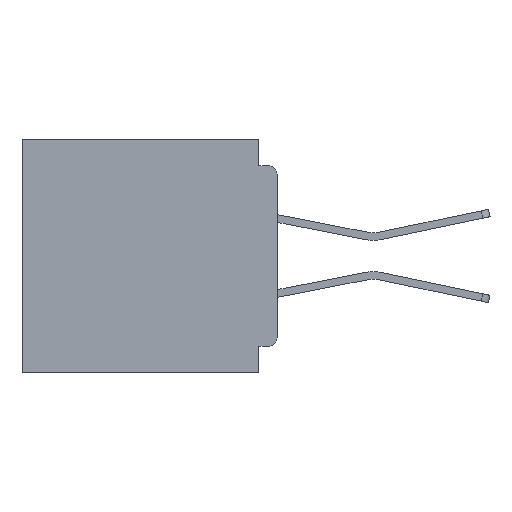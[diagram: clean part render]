
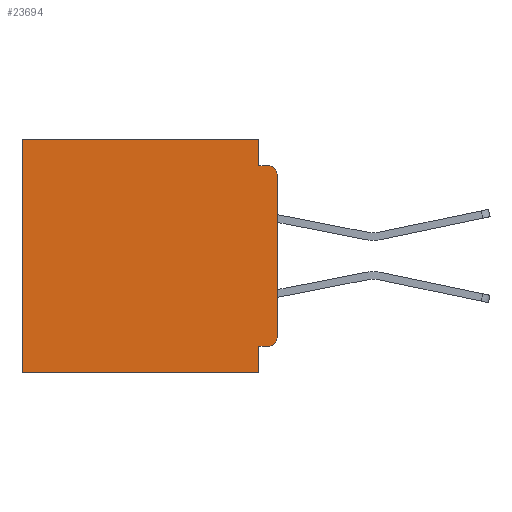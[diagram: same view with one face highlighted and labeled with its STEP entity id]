
A CAD part, left-side view. The second image highlights one B-rep face of the part: STEP entity #23694.
In plain terms, the highlighted planar face has unit normal (-1, 0, 0).
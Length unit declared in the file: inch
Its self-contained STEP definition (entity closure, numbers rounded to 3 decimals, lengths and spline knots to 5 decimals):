
#242 = ORIENTED_EDGE ( 'NONE', *, *, #12162, .T. ) ;
#589 = CARTESIAN_POINT ( 'NONE',  ( 0.3, 0.437, -0.4 ) ) ;
#650 = VERTEX_POINT ( 'NONE', #36210 ) ;
#2201 = LINE ( 'NONE', #48588, #43915 ) ;
#2265 = EDGE_CURVE ( 'NONE', #52477, #650, #4988, .T. ) ;
#2435 = LINE ( 'NONE', #13713, #22066 ) ;
#2937 = CARTESIAN_POINT ( 'NONE',  ( 0.3, 0.031, 0. ) ) ;
#3989 = DIRECTION ( 'NONE',  ( 0., 0., -1. ) ) ;
#4871 = DIRECTION ( 'NONE',  ( 0., 0., -1. ) ) ;
#4988 = LINE ( 'NONE', #48283, #46649 ) ;
#6049 = EDGE_CURVE ( 'NONE', #7208, #32698, #35268, .T. ) ;
#6095 = CARTESIAN_POINT ( 'NONE',  ( 0.3, 0., -0.045 ) ) ;
#6138 = VECTOR ( 'NONE', #4871, 39.37008 ) ;
#6394 = AXIS2_PLACEMENT_3D ( 'NONE', #11910, #49246, #24403 ) ;
#6816 = CARTESIAN_POINT ( 'NONE',  ( 0.3, 0.015, -0.06 ) ) ;
#7208 = VERTEX_POINT ( 'NONE', #2937 ) ;
#9916 = ORIENTED_EDGE ( 'NONE', *, *, #27790, .F. ) ;
#10068 = VERTEX_POINT ( 'NONE', #19545 ) ;
#10073 = CARTESIAN_POINT ( 'NONE',  ( 0.3, 0.031, 0. ) ) ;
#10434 = LINE ( 'NONE', #6095, #31253 ) ;
#11065 = DIRECTION ( 'NONE',  ( 0., 0., -1. ) ) ;
#11910 = CARTESIAN_POINT ( 'NONE',  ( 0.3, 0., -0.4 ) ) ;
#12162 = EDGE_CURVE ( 'NONE', #48544, #650, #13552, .T. ) ;
#12563 = DIRECTION ( 'NONE',  ( 0., 0., -1. ) ) ;
#12900 = VECTOR ( 'NONE', #20467, 39.37008 ) ;
#12972 = ORIENTED_EDGE ( 'NONE', *, *, #39680, .T. ) ;
#13369 = VECTOR ( 'NONE', #12563, 39.37008 ) ;
#13552 = CIRCLE ( 'NONE', #32381, 0.015 ) ;
#13713 = CARTESIAN_POINT ( 'NONE',  ( 0.3, 0., 0. ) ) ;
#14178 = LINE ( 'NONE', #32846, #12900 ) ;
#14655 = LINE ( 'NONE', #24874, #13369 ) ;
#14688 = VERTEX_POINT ( 'NONE', #26880 ) ;
#16714 = CARTESIAN_POINT ( 'NONE',  ( 0.3, 0.015, -0.355 ) ) ;
#16903 = ORIENTED_EDGE ( 'NONE', *, *, #32344, .F. ) ;
#18419 = DIRECTION ( 'NONE',  ( 0., 0., -1. ) ) ;
#19545 = CARTESIAN_POINT ( 'NONE',  ( 0.3, 0.437, 0. ) ) ;
#20218 = PLANE ( 'NONE',  #6394 ) ;
#20467 = DIRECTION ( 'NONE',  ( 0., 1., 0. ) ) ;
#21432 = ORIENTED_EDGE ( 'NONE', *, *, #6049, .F. ) ;
#22066 = VECTOR ( 'NONE', #46896, 39.37008 ) ;
#22595 = EDGE_CURVE ( 'NONE', #24647, #14688, #14655, .T. ) ;
#22883 = CARTESIAN_POINT ( 'NONE',  ( 0.3, 0.031, -0.045 ) ) ;
#23694 = ADVANCED_FACE ( 'NONE', ( #27495 ), #20218, .F. ) ;
#23859 = VERTEX_POINT ( 'NONE', #38731 ) ;
#24197 = VECTOR ( 'NONE', #18419, 39.37008 ) ;
#24403 = DIRECTION ( 'NONE',  ( 0., 0., -1. ) ) ;
#24647 = VERTEX_POINT ( 'NONE', #31219 ) ;
#24874 = CARTESIAN_POINT ( 'NONE',  ( 0.3, 0.031, -0.4 ) ) ;
#25522 = ORIENTED_EDGE ( 'NONE', *, *, #22595, .F. ) ;
#26746 = EDGE_CURVE ( 'NONE', #7208, #10068, #2435, .T. ) ;
#26880 = CARTESIAN_POINT ( 'NONE',  ( 0.3, 0.031, -0.4 ) ) ;
#26896 = DIRECTION ( 'NONE',  ( 0., -1., 0. ) ) ;
#27495 = FACE_OUTER_BOUND ( 'NONE', #28439, .T. ) ;
#27790 = EDGE_CURVE ( 'NONE', #48544, #24647, #14178, .T. ) ;
#28439 = EDGE_LOOP ( 'NONE', ( #33949, #47123, #16903, #21432, #31345, #12972, #39644, #25522, #9916, #242 ) ) ;
#29008 = DIRECTION ( 'NONE',  ( -1., 0., 0. ) ) ;
#31219 = CARTESIAN_POINT ( 'NONE',  ( 0.3, 0.031, -0.355 ) ) ;
#31253 = VECTOR ( 'NONE', #26896, 39.37008 ) ;
#31345 = ORIENTED_EDGE ( 'NONE', *, *, #26746, .T. ) ;
#32344 = EDGE_CURVE ( 'NONE', #32698, #23859, #10434, .T. ) ;
#32381 = AXIS2_PLACEMENT_3D ( 'NONE', #53763, #29008, #3989 ) ;
#32698 = VERTEX_POINT ( 'NONE', #22883 ) ;
#32846 = CARTESIAN_POINT ( 'NONE',  ( 0.3, 0., -0.355 ) ) ;
#33949 = ORIENTED_EDGE ( 'NONE', *, *, #2265, .F. ) ;
#35268 = LINE ( 'NONE', #10073, #24197 ) ;
#35959 = DIRECTION ( 'NONE',  ( -1., 0., 0. ) ) ;
#36210 = CARTESIAN_POINT ( 'NONE',  ( 0.3, 0., -0.34 ) ) ;
#38731 = CARTESIAN_POINT ( 'NONE',  ( 0.3, 0.015, -0.045 ) ) ;
#38743 = EDGE_CURVE ( 'NONE', #14688, #53569, #2201, .T. ) ;
#39356 = LINE ( 'NONE', #589, #6138 ) ;
#39644 = ORIENTED_EDGE ( 'NONE', *, *, #38743, .F. ) ;
#39680 = EDGE_CURVE ( 'NONE', #10068, #53569, #39356, .T. ) ;
#40434 = DIRECTION ( 'NONE',  ( 0., 1., 0. ) ) ;
#42245 = CIRCLE ( 'NONE', #51425, 0.015 ) ;
#43248 = CARTESIAN_POINT ( 'NONE',  ( 0.3, 0., -0.06 ) ) ;
#43915 = VECTOR ( 'NONE', #40434, 39.37008 ) ;
#46649 = VECTOR ( 'NONE', #48467, 39.37008 ) ;
#46896 = DIRECTION ( 'NONE',  ( 0., 1., 0. ) ) ;
#47123 = ORIENTED_EDGE ( 'NONE', *, *, #48274, .T. ) ;
#48274 = EDGE_CURVE ( 'NONE', #52477, #23859, #42245, .T. ) ;
#48283 = CARTESIAN_POINT ( 'NONE',  ( 0.3, 0., -0.4 ) ) ;
#48467 = DIRECTION ( 'NONE',  ( 0., 0., -1. ) ) ;
#48544 = VERTEX_POINT ( 'NONE', #16714 ) ;
#48588 = CARTESIAN_POINT ( 'NONE',  ( 0.3, 0., -0.4 ) ) ;
#49246 = DIRECTION ( 'NONE',  ( 1., 0., 0. ) ) ;
#49332 = CARTESIAN_POINT ( 'NONE',  ( 0.3, 0.437, -0.4 ) ) ;
#51425 = AXIS2_PLACEMENT_3D ( 'NONE', #6816, #35959, #11065 ) ;
#52477 = VERTEX_POINT ( 'NONE', #43248 ) ;
#53569 = VERTEX_POINT ( 'NONE', #49332 ) ;
#53763 = CARTESIAN_POINT ( 'NONE',  ( 0.3, 0.015, -0.34 ) ) ;
